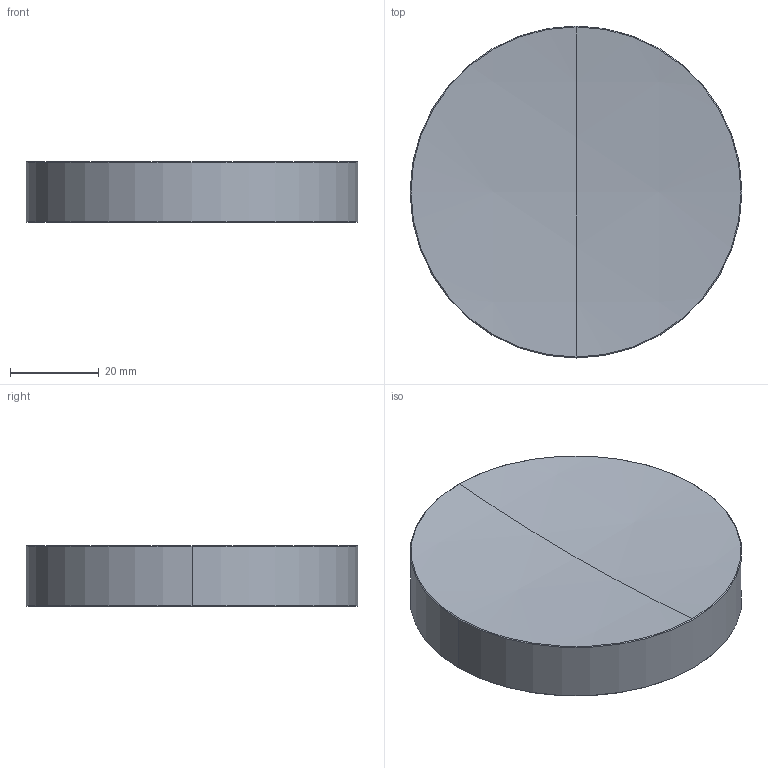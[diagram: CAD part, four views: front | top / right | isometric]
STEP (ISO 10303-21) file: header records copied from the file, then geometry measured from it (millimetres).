
FILE_DESCRIPTION (( 'STEP AP214' ), '1' );
FILE_NAME ('17577-E0W.STEP', '2010-10-29T14:25:54', ( 'Admin' ), ( 'Thorlabs, Inc.' ), 'SwSTEP 2.0', 'SolidWorks 2009', '' );
FILE_SCHEMA (( 'AUTOMOTIVE_DESIGN' ));
Length unit declared in the file: inch
Products named in the file (1): 17577-E0W
Bounding box: 75 x 75 x 13.74 mm (x, y, z)
Volume: 56893.6 mm3; surface area: 12029.6 mm2
Topology: 1 solids, 1 shells, 272 faces, 714 edges, 475 vertices
Faces by surface type: plane 143, bspline 121, cone 4, sphere 2, cylinder 2
Entity records: 22854 total; most frequent: CARTESIAN_POINT 13381, ORIENTED_EDGE 1428, DIRECTION 788, EDGE_CURVE 714, VERTEX_POINT 475, VECTOR 460, LINE 460, EDGE_LOOP 303
